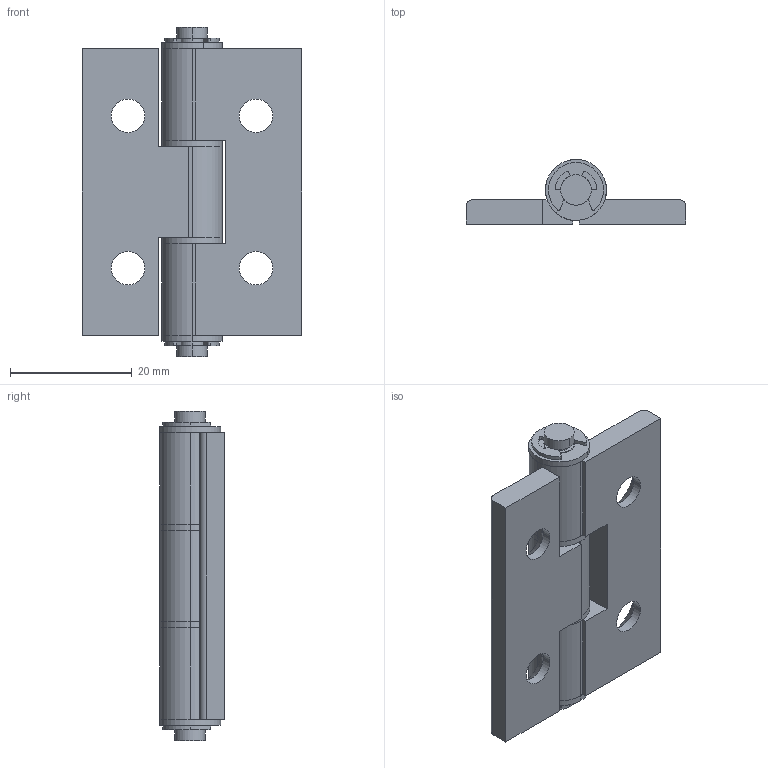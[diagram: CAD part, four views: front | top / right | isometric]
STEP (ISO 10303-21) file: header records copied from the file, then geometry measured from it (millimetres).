
FILE_DESCRIPTION (( 'STEP AP203' ), '1' );
FILE_NAME ('sone3D.STEP', '2017-10-24T03:58:35', ( '' ), ( '' ), 'SwSTEP 2.0', 'SolidWorks 2014', '' );
FILE_SCHEMA (( 'CONFIG_CONTROL_DESIGN' ));
Length unit declared in the file: millimetre
Products named in the file (7): B-500N-5～6_ピン; Φ4用E形止め輪; B-500N-5乣6_庽帀僽僢僔儏; sone3D; B-500N-5乣6_儚僢僔儍乕; B-500N-5乣6_僸儞僕_B-500N-6 僸儞僕A; B-500N-5乣6_僸儞僕_B-500N-6 僸儞僕B
Assembly tree (9 placements, depth 2):
  sone3D
    B-500N-5乣6_僸儞僕_B-500N-6 僸儞僕A
    B-500N-5乣6_僸儞僕_B-500N-6 僸儞僕B
    B-500N-5～6_ピン
    B-500N-5乣6_庽帀僽僢僔儏  x2
    B-500N-5乣6_儚僢僔儍乕  x2
    Φ4用E形止め輪  x2
Bounding box: 36 x 10.6 x 54 mm (x, y, z)
Volume: 8160.7 mm3; surface area: 8688.7 mm2
Topology: 9 solids, 9 shells, 148 faces, 370 edges, 244 vertices
Faces by surface type: cylinder 85, plane 55, cone 8
Entity records: 4224 total; most frequent: DIRECTION 645, CARTESIAN_POINT 595, ORIENTED_EDGE 554, EDGE_CURVE 277, AXIS2_PLACEMENT_3D 250, VERTEX_POINT 182, VECTOR 145, LINE 145
